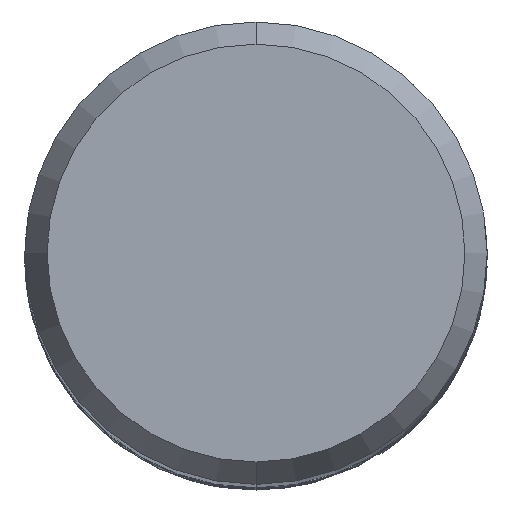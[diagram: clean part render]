
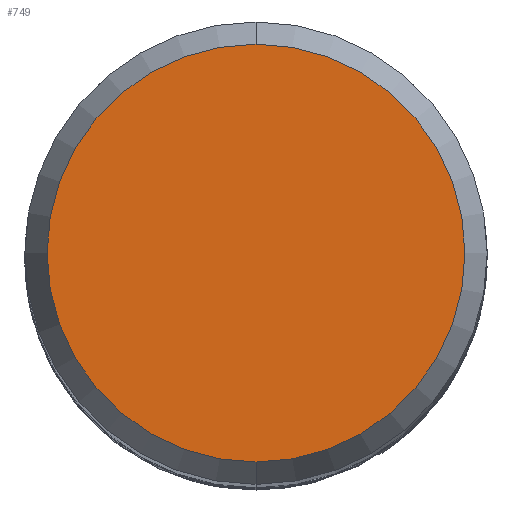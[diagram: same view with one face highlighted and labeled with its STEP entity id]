
A CAD part, top view. The second image highlights one B-rep face of the part: STEP entity #749.
In plain terms, the highlighted planar face has unit normal (0, 0, 1).
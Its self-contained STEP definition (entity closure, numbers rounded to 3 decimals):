
#749=ADVANCED_FACE('',(#2019),#2020,.T.);
#873=VERTEX_POINT('',#2161);
#1585=EDGE_CURVE('',#873,#1835,#2926,.T.);
#1781=EDGE_CURVE('',#1835,#873,#3137,.T.);
#1835=VERTEX_POINT('',#3198);
#2019=FACE_OUTER_BOUND('',#4067,.T.);
#2020=PLANE('',#4068);
#2161=CARTESIAN_POINT('',(0.0,5.423,0.0));
#2926=CIRCLE('',#14919,5.423);
#3137=CIRCLE('',#18045,5.423);
#3198=CARTESIAN_POINT('',(0.,-5.423,0.0));
#4067=EDGE_LOOP('',(#20074,#20075));
#4068=AXIS2_PLACEMENT_3D('',#20076,#20077,#20078);
#14919=AXIS2_PLACEMENT_3D('',#21017,#21018,#21019);
#18045=AXIS2_PLACEMENT_3D('',#21218,#21219,#21220);
#20074=ORIENTED_EDGE('',*,*,#1585,.F.);
#20075=ORIENTED_EDGE('',*,*,#1781,.F.);
#20076=CARTESIAN_POINT('',(0.0,2.711,0.0));
#20077=DIRECTION('',(-0.0,0.0,1.0));
#20078=DIRECTION('',(0.0,-1.0,0.0));
#21017=CARTESIAN_POINT('',(0.0,0.0,0.0));
#21018=DIRECTION('',(0.0,0.0,-1.0));
#21019=DIRECTION('',(0.0,1.0,0.0));
#21218=CARTESIAN_POINT('',(0.0,0.0,0.0));
#21219=DIRECTION('',(0.0,0.0,-1.0));
#21220=DIRECTION('',(0.0,1.0,0.0));
